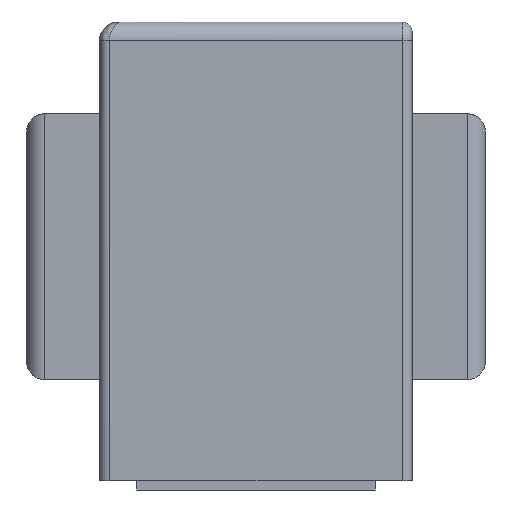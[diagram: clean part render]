
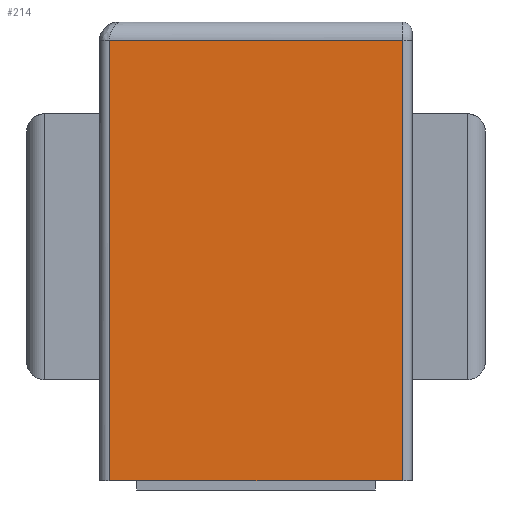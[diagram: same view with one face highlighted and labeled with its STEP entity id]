
A CAD part, left-side view. The second image highlights one B-rep face of the part: STEP entity #214.
In plain terms, the highlighted planar face has unit normal (-1, 0, 0).
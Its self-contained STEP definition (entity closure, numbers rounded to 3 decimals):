
#43 = VERTEX_POINT('',#44);
#44 = CARTESIAN_POINT('',(-5.,3.,1.));
#51 = EDGE_CURVE('',#52,#43,#54,.T.);
#52 = VERTEX_POINT('',#53);
#53 = CARTESIAN_POINT('',(-5.,0.,1.));
#54 = LINE('',#55,#56);
#55 = CARTESIAN_POINT('',(-5.,-30.,1.));
#56 = VECTOR('',#57,1.);
#57 = DIRECTION('',(0.,1.,0.));
#172 = VERTEX_POINT('',#173);
#173 = CARTESIAN_POINT('',(-5.,3.,49.));
#179 = EDGE_CURVE('',#43,#172,#180,.T.);
#180 = LINE('',#181,#182);
#181 = CARTESIAN_POINT('',(-5.,3.,1.));
#182 = VECTOR('',#183,1.);
#183 = DIRECTION('',(0.,0.,1.));
#214 = ADVANCED_FACE('',(#215),#249,.T.);
#215 = FACE_BOUND('',#216,.T.);
#216 = EDGE_LOOP('',(#217,#227,#235,#241,#242,#243));
#217 = ORIENTED_EDGE('',*,*,#218,.F.);
#218 = EDGE_CURVE('',#219,#221,#223,.T.);
#219 = VERTEX_POINT('',#220);
#220 = CARTESIAN_POINT('',(-5.,-29.,1.));
#221 = VERTEX_POINT('',#222);
#222 = CARTESIAN_POINT('',(-5.,-26.,1.));
#223 = LINE('',#224,#225);
#224 = CARTESIAN_POINT('',(-5.,-30.,1.));
#225 = VECTOR('',#226,1.);
#226 = DIRECTION('',(0.,1.,0.));
#227 = ORIENTED_EDGE('',*,*,#228,.T.);
#228 = EDGE_CURVE('',#219,#229,#231,.T.);
#229 = VERTEX_POINT('',#230);
#230 = CARTESIAN_POINT('',(-5.,-29.,49.));
#231 = LINE('',#232,#233);
#232 = CARTESIAN_POINT('',(-5.,-29.,1.));
#233 = VECTOR('',#234,1.);
#234 = DIRECTION('',(0.,0.,1.));
#235 = ORIENTED_EDGE('',*,*,#236,.T.);
#236 = EDGE_CURVE('',#229,#172,#237,.T.);
#237 = LINE('',#238,#239);
#238 = CARTESIAN_POINT('',(-5.,-30.,49.));
#239 = VECTOR('',#240,1.);
#240 = DIRECTION('',(0.,1.,0.));
#241 = ORIENTED_EDGE('',*,*,#179,.F.);
#242 = ORIENTED_EDGE('',*,*,#51,.F.);
#243 = ORIENTED_EDGE('',*,*,#244,.F.);
#244 = EDGE_CURVE('',#221,#52,#245,.T.);
#245 = LINE('',#246,#247);
#246 = CARTESIAN_POINT('',(-5.,-30.,1.));
#247 = VECTOR('',#248,1.);
#248 = DIRECTION('',(0.,1.,0.));
#249 = PLANE('',#250);
#250 = AXIS2_PLACEMENT_3D('',#251,#252,#253);
#251 = CARTESIAN_POINT('',(-5.,-30.,1.));
#252 = DIRECTION('',(-1.,0.,0.));
#253 = DIRECTION('',(0.,1.,0.));
